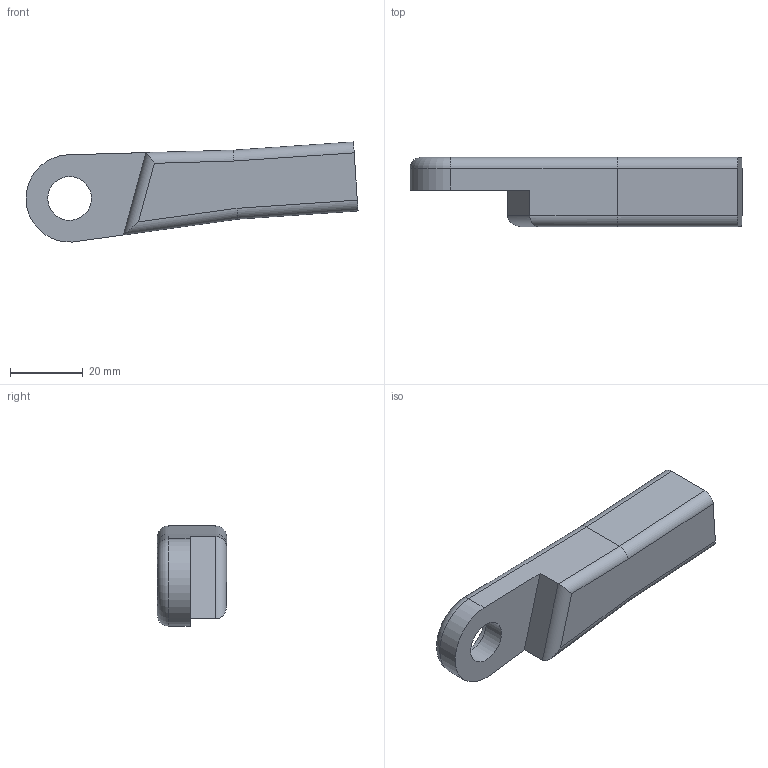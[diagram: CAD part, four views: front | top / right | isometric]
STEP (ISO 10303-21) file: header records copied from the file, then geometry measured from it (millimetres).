
FILE_DESCRIPTION(('FreeCAD Model'),'2;1');
FILE_NAME('Pied base gauche.step', '2020-09-14T11:35:03',('Author'),(''), 'Open CASCADE STEP processor 7.3','FreeCAD','Unknown');
FILE_SCHEMA(('AUTOMOTIVE_DESIGN { 1 0 10303 214 1 1 1 1 }'));
Length unit declared in the file: millimetre
Products named in the file (1): Pied_base_gauche__(Mirror_#10)
Bounding box: 91.17 x 19 x 27.49 mm (x, y, z)
Volume: 26509.7 mm3; surface area: 6957.2 mm2
Topology: 1 solids, 1 shells, 23 faces, 52 edges, 32 vertices
Faces by surface type: cylinder 12, plane 10, torus 1
Full cylindrical faces by diameter (mm): 12 x1, 17 x1
Entity records: 1408 total; most frequent: CARTESIAN_POINT 330, DIRECTION 201, LINE 113, VECTOR 113, ORIENTED_EDGE 104, PCURVE 104, DEFINITIONAL_REPRESENTATION 104, EDGE_CURVE 52
